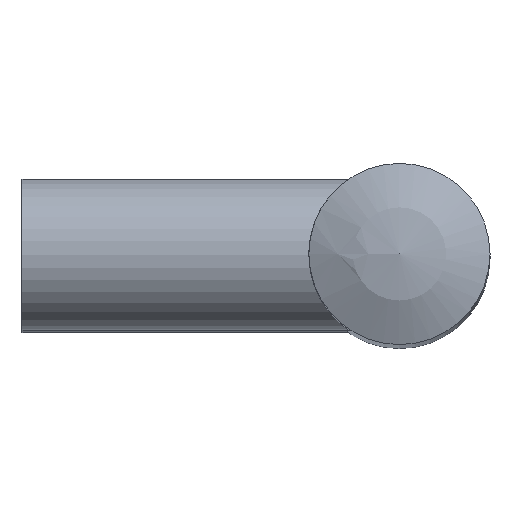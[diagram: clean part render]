
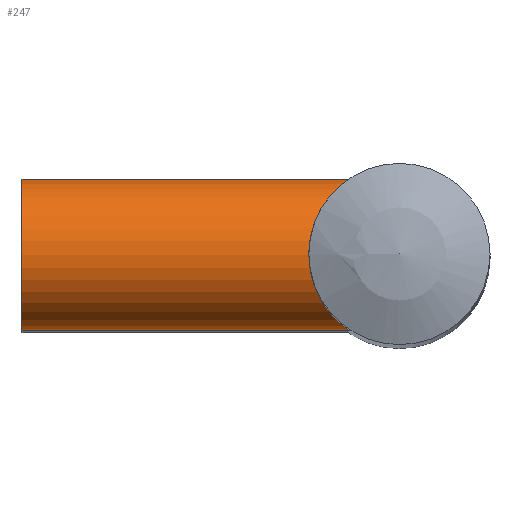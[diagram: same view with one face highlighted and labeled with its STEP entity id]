
A CAD part, top view. The second image highlights one B-rep face of the part: STEP entity #247.
In plain terms, the highlighted cylindrical face has radius 5 mm (diameter 10 mm), a full revolution.
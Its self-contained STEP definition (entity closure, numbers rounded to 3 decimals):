
#45=FACE_OUTER_BOUND('',#62,.T.);
#62=EDGE_LOOP('',(#210,#211,#212,#213));
#80=CIRCLE('',#298,5.);
#81=CIRCLE('',#299,5.);
#95=LINE('',#530,#106);
#106=VECTOR('',#360,5.);
#131=VERTEX_POINT('',#527);
#132=VERTEX_POINT('',#529);
#159=EDGE_CURVE('',#131,#131,#80,.T.);
#160=EDGE_CURVE('',#131,#132,#95,.T.);
#161=EDGE_CURVE('',#132,#132,#81,.T.);
#210=ORIENTED_EDGE('',*,*,#159,.F.);
#211=ORIENTED_EDGE('',*,*,#160,.T.);
#212=ORIENTED_EDGE('',*,*,#161,.T.);
#213=ORIENTED_EDGE('',*,*,#160,.F.);
#235=CYLINDRICAL_SURFACE('',#297,5.);
#247=ADVANCED_FACE('',(#45),#235,.T.);
#297=AXIS2_PLACEMENT_3D('',#526,#356,#357);
#298=AXIS2_PLACEMENT_3D('',#528,#358,#359);
#299=AXIS2_PLACEMENT_3D('',#531,#361,#362);
#356=DIRECTION('center_axis',(-1.,0.,0.));
#357=DIRECTION('ref_axis',(0.,0.,1.));
#358=DIRECTION('center_axis',(-1.,0.,0.));
#359=DIRECTION('ref_axis',(0.,0.,1.));
#360=DIRECTION('',(1.,0.,0.));
#361=DIRECTION('center_axis',(-1.,0.,0.));
#362=DIRECTION('ref_axis',(0.,0.,1.));
#526=CARTESIAN_POINT('Origin',(0.,0.,48.));
#527=CARTESIAN_POINT('',(-25.,0.,43.));
#528=CARTESIAN_POINT('Origin',(-25.,0.,48.));
#529=CARTESIAN_POINT('',(0.,0.,43.));
#530=CARTESIAN_POINT('',(0.,0.,43.));
#531=CARTESIAN_POINT('Origin',(0.,0.,48.));
